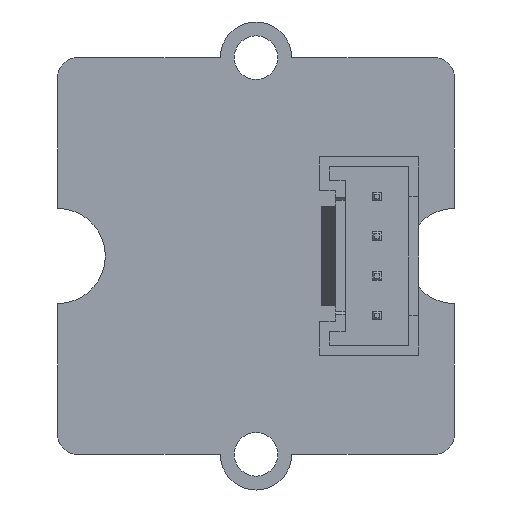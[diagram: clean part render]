
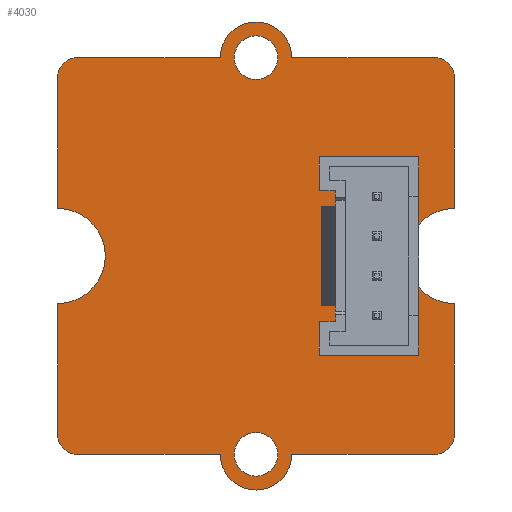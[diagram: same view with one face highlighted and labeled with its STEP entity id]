
A CAD part, front view. The second image highlights one B-rep face of the part: STEP entity #4030.
In plain terms, the highlighted planar face has unit normal (0, -1, 0).
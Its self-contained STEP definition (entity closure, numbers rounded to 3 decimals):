
#265=FACE_BOUND('',#711,.T.);
#266=FACE_BOUND('',#712,.T.);
#282=PLANE('',#4322);
#468=FACE_OUTER_BOUND('',#710,.T.);
#710=EDGE_LOOP('',(#2913,#2914,#2915,#2916,#2917,#2918,#2919,#2920,#2921,
#2922,#2923,#2924,#2925,#2926,#2927,#2928));
#711=EDGE_LOOP('',(#2929));
#712=EDGE_LOOP('',(#2930));
#941=LINE('',#5687,#1359);
#945=LINE('',#5699,#1363);
#949=LINE('',#5711,#1367);
#953=LINE('',#5723,#1371);
#957=LINE('',#5735,#1375);
#961=LINE('',#5747,#1379);
#965=LINE('',#5759,#1383);
#970=LINE('',#5776,#1388);
#1359=VECTOR('',#4620,7.2);
#1363=VECTOR('',#4632,6.6);
#1367=VECTOR('',#4644,6.6);
#1371=VECTOR('',#4656,7.2);
#1375=VECTOR('',#4668,7.2);
#1379=VECTOR('',#4680,6.6);
#1383=VECTOR('',#4692,6.6);
#1388=VECTOR('',#4711,7.2);
#1775=CIRCLE('',#4284,1.8);
#1777=CIRCLE('',#4288,1.);
#1779=CIRCLE('',#4292,2.4);
#1781=CIRCLE('',#4296,1.);
#1783=CIRCLE('',#4300,1.8);
#1785=CIRCLE('',#4304,1.);
#1787=CIRCLE('',#4308,2.4);
#1789=CIRCLE('',#4312,1.);
#1792=CIRCLE('',#4316,1.1);
#1794=CIRCLE('',#4320,1.1);
#1887=VERTEX_POINT('',#5677);
#1888=VERTEX_POINT('',#5678);
#1891=VERTEX_POINT('',#5686);
#1893=VERTEX_POINT('',#5692);
#1895=VERTEX_POINT('',#5698);
#1897=VERTEX_POINT('',#5704);
#1899=VERTEX_POINT('',#5710);
#1901=VERTEX_POINT('',#5716);
#1903=VERTEX_POINT('',#5722);
#1905=VERTEX_POINT('',#5728);
#1907=VERTEX_POINT('',#5734);
#1909=VERTEX_POINT('',#5740);
#1911=VERTEX_POINT('',#5746);
#1913=VERTEX_POINT('',#5752);
#1915=VERTEX_POINT('',#5758);
#1917=VERTEX_POINT('',#5764);
#1920=VERTEX_POINT('',#5772);
#1922=VERTEX_POINT('',#5781);
#2245=EDGE_CURVE('',#1887,#1888,#1775,.T.);
#2249=EDGE_CURVE('',#1888,#1891,#941,.T.);
#2252=EDGE_CURVE('',#1891,#1893,#1777,.T.);
#2255=EDGE_CURVE('',#1893,#1895,#945,.T.);
#2258=EDGE_CURVE('',#1897,#1895,#1779,.T.);
#2261=EDGE_CURVE('',#1897,#1899,#949,.T.);
#2264=EDGE_CURVE('',#1901,#1899,#1781,.F.);
#2267=EDGE_CURVE('',#1903,#1901,#953,.T.);
#2270=EDGE_CURVE('',#1903,#1905,#1783,.T.);
#2273=EDGE_CURVE('',#1907,#1905,#957,.T.);
#2276=EDGE_CURVE('',#1909,#1907,#1785,.F.);
#2279=EDGE_CURVE('',#1911,#1909,#961,.T.);
#2282=EDGE_CURVE('',#1913,#1911,#1787,.T.);
#2285=EDGE_CURVE('',#1915,#1913,#965,.T.);
#2288=EDGE_CURVE('',#1917,#1915,#1789,.F.);
#2293=EDGE_CURVE('',#1920,#1920,#1792,.T.);
#2294=EDGE_CURVE('',#1917,#1887,#970,.T.);
#2298=EDGE_CURVE('',#1922,#1922,#1794,.T.);
#2913=ORIENTED_EDGE('',*,*,#2245,.F.);
#2914=ORIENTED_EDGE('',*,*,#2294,.F.);
#2915=ORIENTED_EDGE('',*,*,#2288,.T.);
#2916=ORIENTED_EDGE('',*,*,#2285,.T.);
#2917=ORIENTED_EDGE('',*,*,#2282,.T.);
#2918=ORIENTED_EDGE('',*,*,#2279,.T.);
#2919=ORIENTED_EDGE('',*,*,#2276,.T.);
#2920=ORIENTED_EDGE('',*,*,#2273,.T.);
#2921=ORIENTED_EDGE('',*,*,#2270,.F.);
#2922=ORIENTED_EDGE('',*,*,#2267,.T.);
#2923=ORIENTED_EDGE('',*,*,#2264,.T.);
#2924=ORIENTED_EDGE('',*,*,#2261,.F.);
#2925=ORIENTED_EDGE('',*,*,#2258,.T.);
#2926=ORIENTED_EDGE('',*,*,#2255,.F.);
#2927=ORIENTED_EDGE('',*,*,#2252,.F.);
#2928=ORIENTED_EDGE('',*,*,#2249,.F.);
#2929=ORIENTED_EDGE('',*,*,#2293,.T.);
#2930=ORIENTED_EDGE('',*,*,#2298,.T.);
#4030=ADVANCED_FACE('',(#468,#265,#266),#282,.F.);
#4284=AXIS2_PLACEMENT_3D('',#5679,#4612,#4613);
#4288=AXIS2_PLACEMENT_3D('',#5693,#4625,#4626);
#4292=AXIS2_PLACEMENT_3D('',#5705,#4637,#4638);
#4296=AXIS2_PLACEMENT_3D('',#5717,#4649,#4650);
#4300=AXIS2_PLACEMENT_3D('',#5729,#4661,#4662);
#4304=AXIS2_PLACEMENT_3D('',#5741,#4673,#4674);
#4308=AXIS2_PLACEMENT_3D('',#5753,#4685,#4686);
#4312=AXIS2_PLACEMENT_3D('',#5765,#4697,#4698);
#4316=AXIS2_PLACEMENT_3D('',#5774,#4707,#4708);
#4320=AXIS2_PLACEMENT_3D('',#5783,#4718,#4719);
#4322=AXIS2_PLACEMENT_3D('',#5785,#4722,#4723);
#4612=DIRECTION('center_axis',(0.,1.,0.));
#4613=DIRECTION('ref_axis',(0.,0.,1.));
#4620=DIRECTION('',(1.,0.,0.));
#4625=DIRECTION('center_axis',(0.,1.,0.));
#4626=DIRECTION('ref_axis',(0.,0.,1.));
#4632=DIRECTION('',(0.,0.,-1.));
#4637=DIRECTION('center_axis',(0.,1.,0.));
#4638=DIRECTION('ref_axis',(0.,0.,1.));
#4644=DIRECTION('',(0.,0.,-1.));
#4649=DIRECTION('center_axis',(0.,1.,0.));
#4650=DIRECTION('ref_axis',(0.,0.,1.));
#4656=DIRECTION('',(1.,0.,0.));
#4661=DIRECTION('center_axis',(0.,1.,0.));
#4662=DIRECTION('ref_axis',(0.,0.,1.));
#4668=DIRECTION('',(1.,0.,0.));
#4673=DIRECTION('center_axis',(0.,1.,0.));
#4674=DIRECTION('ref_axis',(0.,0.,1.));
#4680=DIRECTION('',(0.,0.,-1.));
#4685=DIRECTION('center_axis',(0.,1.,0.));
#4686=DIRECTION('ref_axis',(0.,0.,1.));
#4692=DIRECTION('',(0.,0.,-1.));
#4697=DIRECTION('center_axis',(0.,1.,0.));
#4698=DIRECTION('ref_axis',(0.,0.,1.));
#4707=DIRECTION('center_axis',(0.,1.,0.));
#4708=DIRECTION('ref_axis',(0.,0.,1.));
#4711=DIRECTION('',(1.,0.,0.));
#4718=DIRECTION('center_axis',(0.,1.,0.));
#4719=DIRECTION('ref_axis',(0.,0.,1.));
#4722=DIRECTION('center_axis',(0.,1.,0.));
#4723=DIRECTION('ref_axis',(0.,0.,1.));
#5677=CARTESIAN_POINT('',(-1.8,0.,10.));
#5678=CARTESIAN_POINT('',(1.8,0.,10.));
#5679=CARTESIAN_POINT('Origin',(0.,0.,10.));
#5686=CARTESIAN_POINT('',(9.,0.,10.));
#5687=CARTESIAN_POINT('',(1.8,0.,10.));
#5692=CARTESIAN_POINT('',(10.,0.,9.));
#5693=CARTESIAN_POINT('Origin',(9.,0.,9.));
#5698=CARTESIAN_POINT('',(10.,0.,2.4));
#5699=CARTESIAN_POINT('',(10.,0.,9.));
#5704=CARTESIAN_POINT('',(10.,0.,-2.4));
#5705=CARTESIAN_POINT('Origin',(10.,0.,0.));
#5710=CARTESIAN_POINT('',(10.,0.,-9.));
#5711=CARTESIAN_POINT('',(10.,0.,-2.4));
#5716=CARTESIAN_POINT('',(9.,0.,-10.));
#5717=CARTESIAN_POINT('Origin',(9.,0.,-9.));
#5722=CARTESIAN_POINT('',(1.8,0.,-10.));
#5723=CARTESIAN_POINT('',(1.8,0.,-10.));
#5728=CARTESIAN_POINT('',(-1.8,0.,-10.));
#5729=CARTESIAN_POINT('Origin',(0.,0.,-10.));
#5734=CARTESIAN_POINT('',(-9.,0.,-10.));
#5735=CARTESIAN_POINT('',(-9.,0.,-10.));
#5740=CARTESIAN_POINT('',(-10.,0.,-9.));
#5741=CARTESIAN_POINT('Origin',(-9.,0.,-9.));
#5746=CARTESIAN_POINT('',(-10.,0.,-2.4));
#5747=CARTESIAN_POINT('',(-10.,0.,-2.4));
#5752=CARTESIAN_POINT('',(-10.,0.,2.4));
#5753=CARTESIAN_POINT('Origin',(-10.,0.,0.));
#5758=CARTESIAN_POINT('',(-10.,0.,9.));
#5759=CARTESIAN_POINT('',(-10.,0.,9.));
#5764=CARTESIAN_POINT('',(-9.,0.,10.));
#5765=CARTESIAN_POINT('Origin',(-9.,0.,9.));
#5772=CARTESIAN_POINT('',(0.,0.,-8.9));
#5774=CARTESIAN_POINT('Origin',(0.,0.,-10.));
#5776=CARTESIAN_POINT('',(-9.,0.,10.));
#5781=CARTESIAN_POINT('',(0.,0.,11.1));
#5783=CARTESIAN_POINT('Origin',(0.,0.,10.));
#5785=CARTESIAN_POINT('Origin',(0.,0.,0.));
